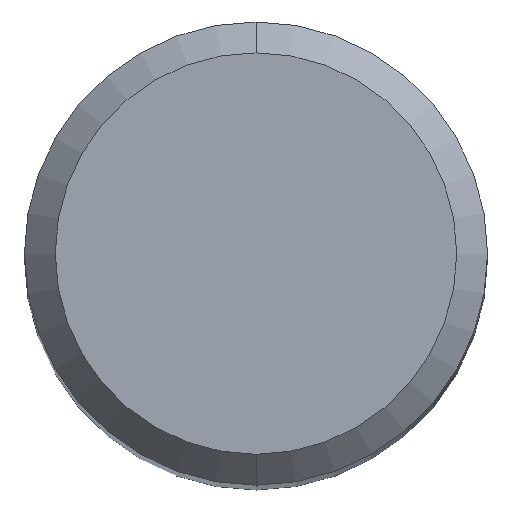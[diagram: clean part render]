
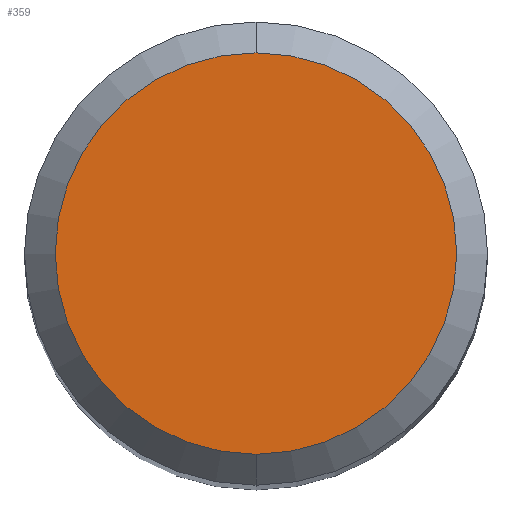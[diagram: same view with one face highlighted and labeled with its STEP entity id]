
A CAD part, top view. The second image highlights one B-rep face of the part: STEP entity #359.
In plain terms, the highlighted planar face has unit normal (0, 0, 1).
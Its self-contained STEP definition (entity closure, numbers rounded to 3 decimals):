
#211=EDGE_CURVE('',#381,#467,#570,.T.);
#277=EDGE_CURVE('',#467,#381,#646,.T.);
#359=ADVANCED_FACE('',(#734),#735,.T.);
#381=VERTEX_POINT('',#758);
#467=VERTEX_POINT('',#857);
#570=CIRCLE('',#969,2.6);
#646=CIRCLE('',#1098,2.6);
#734=FACE_OUTER_BOUND('',#1271,.T.);
#735=PLANE('',#1272);
#758=CARTESIAN_POINT('',(0.,-2.6,0.0));
#857=CARTESIAN_POINT('',(0.0,2.6,0.0));
#969=AXIS2_PLACEMENT_3D('',#1663,#1664,#1665);
#1098=AXIS2_PLACEMENT_3D('',#1780,#1781,#1782);
#1271=EDGE_LOOP('',(#1861,#1862));
#1272=AXIS2_PLACEMENT_3D('',#1863,#1864,#1865);
#1663=CARTESIAN_POINT('',(0.0,0.0,0.0));
#1664=DIRECTION('',(0.0,0.0,-1.0));
#1665=DIRECTION('',(0.0,1.0,0.0));
#1780=CARTESIAN_POINT('',(0.0,0.0,0.0));
#1781=DIRECTION('',(0.0,0.0,-1.0));
#1782=DIRECTION('',(0.0,1.0,0.0));
#1861=ORIENTED_EDGE('',*,*,#277,.F.);
#1862=ORIENTED_EDGE('',*,*,#211,.F.);
#1863=CARTESIAN_POINT('',(0.0,1.3,0.0));
#1864=DIRECTION('',(-0.0,0.0,1.0));
#1865=DIRECTION('',(0.0,-1.0,0.0));
